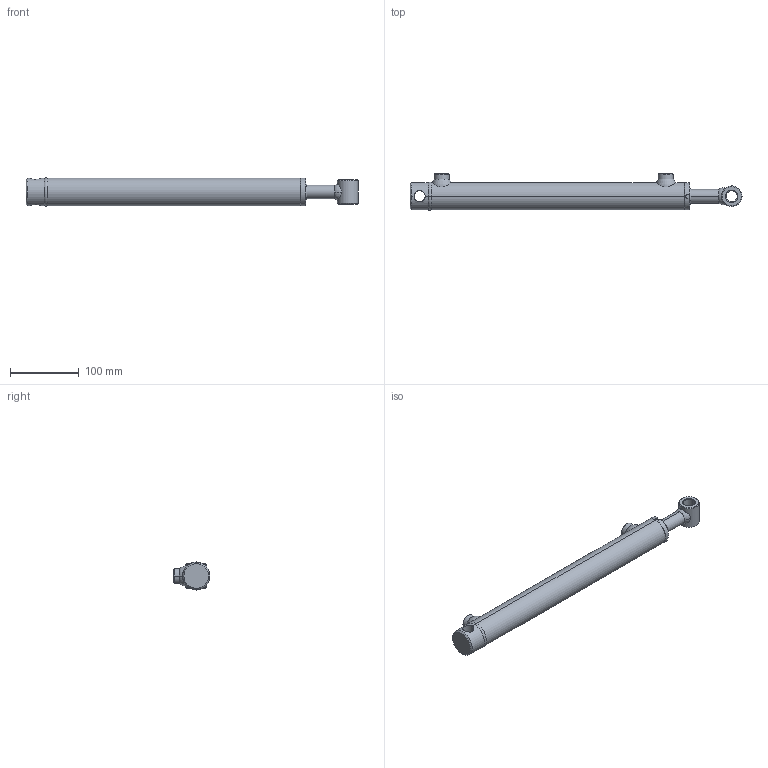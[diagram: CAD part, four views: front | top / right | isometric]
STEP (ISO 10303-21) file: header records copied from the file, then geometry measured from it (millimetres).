
FILE_DESCRIPTION (( 'STEP AP203' ), '1' );
FILE_NAME ('700.30.STEP', '2014-07-23T09:59:33', ( '' ), ( '' ), 'SwSTEP 2.0', 'SolidWorks 2013', '' );
FILE_SCHEMA (( 'CONFIG_CONTROL_DESIGN' ));
Length unit declared in the file: millimetre
Products named in the file (1): 700.30
Bounding box: 484 x 53.58 x 41.17 mm (x, y, z)
Surface area: 91493.4 mm2 (no closed solid volume)
Topology: 0 solids, 12 shells, 82 faces, 199 edges, 124 vertices
Faces by surface type: cone 31, cylinder 31, plane 12, torus 8
Entity records: 3443 total; most frequent: CARTESIAN_POINT 1426, DIRECTION 437, ORIENTED_EDGE 356, EDGE_CURVE 199, AXIS2_PLACEMENT_3D 183, VERTEX_POINT 124, CIRCLE 100, EDGE_LOOP 96
